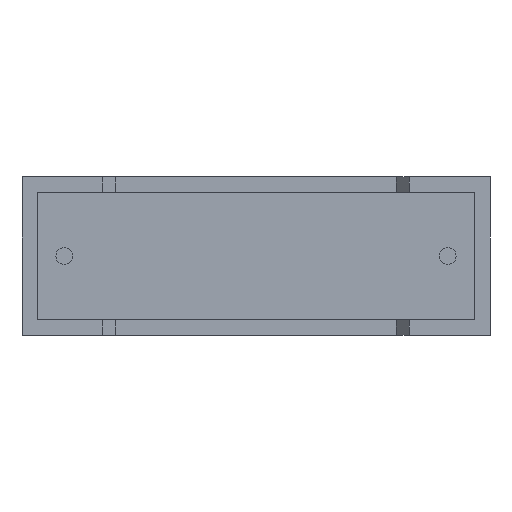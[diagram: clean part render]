
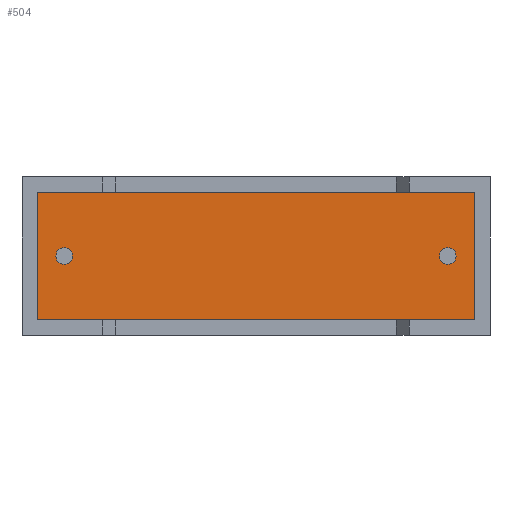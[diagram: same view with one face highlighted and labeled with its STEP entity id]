
A CAD part, front view. The second image highlights one B-rep face of the part: STEP entity #504.
In plain terms, the highlighted planar face has unit normal (0, -1, 0).
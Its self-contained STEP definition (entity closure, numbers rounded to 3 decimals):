
#68 = VECTOR ( 'NONE', #328, 1000. ) ;
#94 = LINE ( 'NONE', #2478, #68 ) ;
#102 = ORIENTED_EDGE ( 'NONE', *, *, #3013, .F. ) ;
#126 = VERTEX_POINT ( 'NONE', #691 ) ;
#226 = CIRCLE ( 'NONE', #1607, 0.325 ) ;
#267 = CARTESIAN_POINT ( 'NONE',  ( 16.65, 0.75, 3.1 ) ) ;
#313 = FACE_BOUND ( 'NONE', #2208, .T. ) ;
#314 = EDGE_CURVE ( 'NONE', #2634, #2075, #2302, .T. ) ;
#328 = DIRECTION ( 'NONE',  ( 1., 0., 0. ) ) ;
#419 = DIRECTION ( 'NONE',  ( 0., -1., 0. ) ) ;
#504 = ADVANCED_FACE ( 'NONE', ( #313, #2001, #1262 ), #1272, .T. ) ;
#524 = CARTESIAN_POINT ( 'NONE',  ( 0.61, 0.75, 5.59 ) ) ;
#530 = CARTESIAN_POINT ( 'NONE',  ( 0.61, 0.75, 5.59 ) ) ;
#537 = ORIENTED_EDGE ( 'NONE', *, *, #589, .T. ) ;
#589 = EDGE_CURVE ( 'NONE', #1048, #1529, #2879, .T. ) ;
#663 = ORIENTED_EDGE ( 'NONE', *, *, #2655, .T. ) ;
#668 = LINE ( 'NONE', #2560, #996 ) ;
#677 = CARTESIAN_POINT ( 'NONE',  ( 16.65, 0.75, 3.425 ) ) ;
#691 = CARTESIAN_POINT ( 'NONE',  ( 0.61, 0.75, 0.61 ) ) ;
#709 = ORIENTED_EDGE ( 'NONE', *, *, #1498, .T. ) ;
#714 = DIRECTION ( 'NONE',  ( 0., 0., 1. ) ) ;
#724 = VERTEX_POINT ( 'NONE', #1849 ) ;
#977 = CARTESIAN_POINT ( 'NONE',  ( 16.65, 0.75, 2.775 ) ) ;
#993 = LINE ( 'NONE', #524, #2641 ) ;
#996 = VECTOR ( 'NONE', #2543, 1000. ) ;
#1039 = DIRECTION ( 'NONE',  ( 0., 0., -1. ) ) ;
#1048 = VERTEX_POINT ( 'NONE', #2202 ) ;
#1073 = AXIS2_PLACEMENT_3D ( 'NONE', #267, #1207, #2424 ) ;
#1125 = CARTESIAN_POINT ( 'NONE',  ( 1.65, 0.75, 3.1 ) ) ;
#1207 = DIRECTION ( 'NONE',  ( 0., -1., 0. ) ) ;
#1232 = DIRECTION ( 'NONE',  ( 0., 0., -1. ) ) ;
#1262 = FACE_BOUND ( 'NONE', #1271, .T. ) ;
#1271 = EDGE_LOOP ( 'NONE', ( #1855, #2775 ) ) ;
#1272 = PLANE ( 'NONE',  #1520 ) ;
#1279 = VECTOR ( 'NONE', #714, 1000. ) ;
#1321 = DIRECTION ( 'NONE',  ( 0., -1., 0. ) ) ;
#1339 = CARTESIAN_POINT ( 'NONE',  ( 0., 0.75, 0. ) ) ;
#1429 = EDGE_LOOP ( 'NONE', ( #663, #2052, #537, #709 ) ) ;
#1443 = DIRECTION ( 'NONE',  ( 0., 0., -1. ) ) ;
#1498 = EDGE_CURVE ( 'NONE', #1529, #2292, #668, .T. ) ;
#1520 = AXIS2_PLACEMENT_3D ( 'NONE', #1339, #2009, #1443 ) ;
#1529 = VERTEX_POINT ( 'NONE', #2324 ) ;
#1564 = CARTESIAN_POINT ( 'NONE',  ( 1.65, 0.75, 3.1 ) ) ;
#1607 = AXIS2_PLACEMENT_3D ( 'NONE', #2524, #419, #1232 ) ;
#1719 = CARTESIAN_POINT ( 'NONE',  ( 17.69, 0.75, 0.61 ) ) ;
#1779 = CARTESIAN_POINT ( 'NONE',  ( 1.65, 0.75, 2.775 ) ) ;
#1798 = CIRCLE ( 'NONE', #1903, 0.325 ) ;
#1849 = CARTESIAN_POINT ( 'NONE',  ( 1.65, 0.75, 3.425 ) ) ;
#1855 = ORIENTED_EDGE ( 'NONE', *, *, #2144, .F. ) ;
#1864 = DIRECTION ( 'NONE',  ( 0., -1., 0. ) ) ;
#1903 = AXIS2_PLACEMENT_3D ( 'NONE', #1125, #1864, #2081 ) ;
#2001 = FACE_OUTER_BOUND ( 'NONE', #1429, .T. ) ;
#2009 = DIRECTION ( 'NONE',  ( 0., -1., 0. ) ) ;
#2052 = ORIENTED_EDGE ( 'NONE', *, *, #2452, .T. ) ;
#2075 = VERTEX_POINT ( 'NONE', #677 ) ;
#2081 = DIRECTION ( 'NONE',  ( 0., 0., -1. ) ) ;
#2144 = EDGE_CURVE ( 'NONE', #724, #2821, #1798, .T. ) ;
#2202 = CARTESIAN_POINT ( 'NONE',  ( 17.69, 0.75, 0.61 ) ) ;
#2208 = EDGE_LOOP ( 'NONE', ( #102, #2227 ) ) ;
#2227 = ORIENTED_EDGE ( 'NONE', *, *, #314, .F. ) ;
#2292 = VERTEX_POINT ( 'NONE', #530 ) ;
#2302 = CIRCLE ( 'NONE', #1073, 0.325 ) ;
#2324 = CARTESIAN_POINT ( 'NONE',  ( 17.69, 0.75, 5.59 ) ) ;
#2395 = CIRCLE ( 'NONE', #2493, 0.325 ) ;
#2424 = DIRECTION ( 'NONE',  ( 0., 0., -1. ) ) ;
#2452 = EDGE_CURVE ( 'NONE', #126, #1048, #94, .T. ) ;
#2458 = EDGE_CURVE ( 'NONE', #2821, #724, #2395, .T. ) ;
#2478 = CARTESIAN_POINT ( 'NONE',  ( 0.61, 0.75, 0.61 ) ) ;
#2493 = AXIS2_PLACEMENT_3D ( 'NONE', #1564, #1321, #1039 ) ;
#2524 = CARTESIAN_POINT ( 'NONE',  ( 16.65, 0.75, 3.1 ) ) ;
#2543 = DIRECTION ( 'NONE',  ( -1., 0., 0. ) ) ;
#2560 = CARTESIAN_POINT ( 'NONE',  ( 17.69, 0.75, 5.59 ) ) ;
#2593 = DIRECTION ( 'NONE',  ( 0., 0., -1. ) ) ;
#2634 = VERTEX_POINT ( 'NONE', #977 ) ;
#2641 = VECTOR ( 'NONE', #2593, 1000. ) ;
#2655 = EDGE_CURVE ( 'NONE', #2292, #126, #993, .T. ) ;
#2775 = ORIENTED_EDGE ( 'NONE', *, *, #2458, .F. ) ;
#2821 = VERTEX_POINT ( 'NONE', #1779 ) ;
#2879 = LINE ( 'NONE', #1719, #1279 ) ;
#3013 = EDGE_CURVE ( 'NONE', #2075, #2634, #226, .T. ) ;
